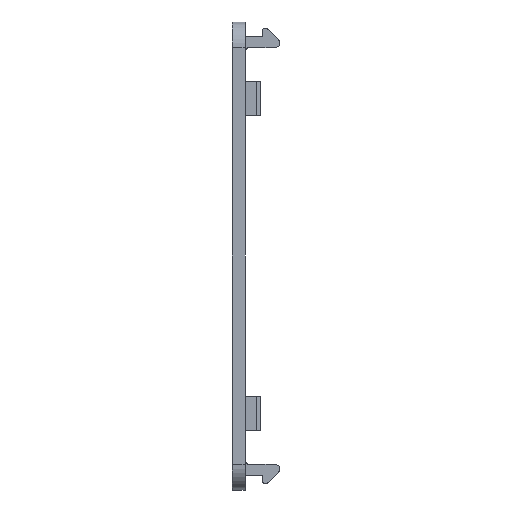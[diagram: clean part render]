
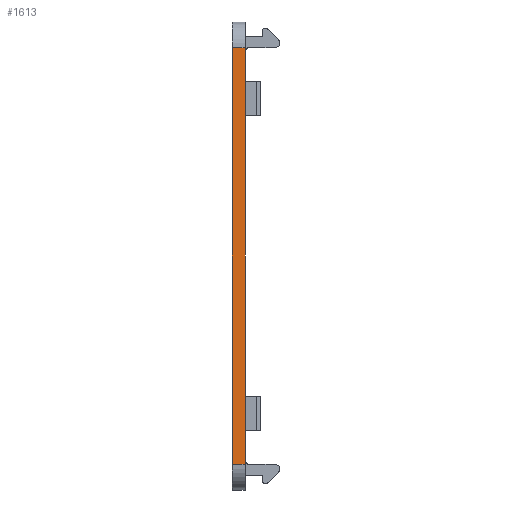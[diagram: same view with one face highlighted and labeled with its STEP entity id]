
A CAD part, left-side view. The second image highlights one B-rep face of the part: STEP entity #1613.
In plain terms, the highlighted planar face has unit normal (-1, 0, 0).
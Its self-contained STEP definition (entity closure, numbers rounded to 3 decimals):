
#175=FACE_OUTER_BOUND('',#269,.T.);
#269=EDGE_LOOP('',(#1443,#1444,#1445,#1446));
#446=LINE('',#2668,#626);
#447=LINE('',#2674,#627);
#449=LINE('',#2678,#629);
#450=LINE('',#2679,#630);
#626=VECTOR('',#2195,10.);
#627=VECTOR('',#2202,10.);
#629=VECTOR('',#2206,10.);
#630=VECTOR('',#2207,10.);
#780=VERTEX_POINT('',#2665);
#781=VERTEX_POINT('',#2667);
#783=VERTEX_POINT('',#2672);
#784=VERTEX_POINT('',#2677);
#1002=EDGE_CURVE('',#781,#780,#446,.T.);
#1005=EDGE_CURVE('',#783,#780,#447,.T.);
#1007=EDGE_CURVE('',#784,#783,#449,.T.);
#1008=EDGE_CURVE('',#781,#784,#450,.T.);
#1443=ORIENTED_EDGE('',*,*,#1005,.F.);
#1444=ORIENTED_EDGE('',*,*,#1007,.F.);
#1445=ORIENTED_EDGE('',*,*,#1008,.F.);
#1446=ORIENTED_EDGE('',*,*,#1002,.T.);
#1529=PLANE('',#1768);
#1613=ADVANCED_FACE('',(#175),#1529,.T.);
#1768=AXIS2_PLACEMENT_3D('',#2676,#2204,#2205);
#2195=DIRECTION('',(0.,0.,1.));
#2202=DIRECTION('',(0.,-1.,0.));
#2204=DIRECTION('center_axis',(-1.,0.,0.));
#2205=DIRECTION('ref_axis',(0.,0.,1.));
#2206=DIRECTION('',(0.,0.,1.));
#2207=DIRECTION('',(0.,1.,0.));
#2665=CARTESIAN_POINT('',(-110.,0.,-6.));
#2667=CARTESIAN_POINT('',(-110.,0.,-104.));
#2668=CARTESIAN_POINT('',(-110.,0.,-104.));
#2672=CARTESIAN_POINT('',(-110.,3.,-6.));
#2674=CARTESIAN_POINT('',(-110.,0.,-6.));
#2676=CARTESIAN_POINT('Origin',(-110.,0.,-104.));
#2677=CARTESIAN_POINT('',(-110.,3.,-104.));
#2678=CARTESIAN_POINT('',(-110.,3.,-104.));
#2679=CARTESIAN_POINT('',(-110.,0.,-104.));
